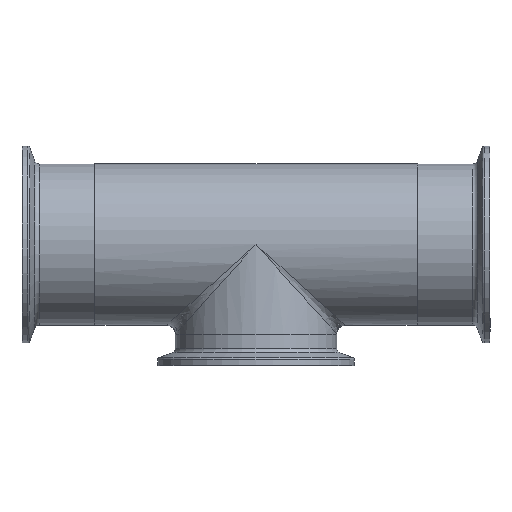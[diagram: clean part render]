
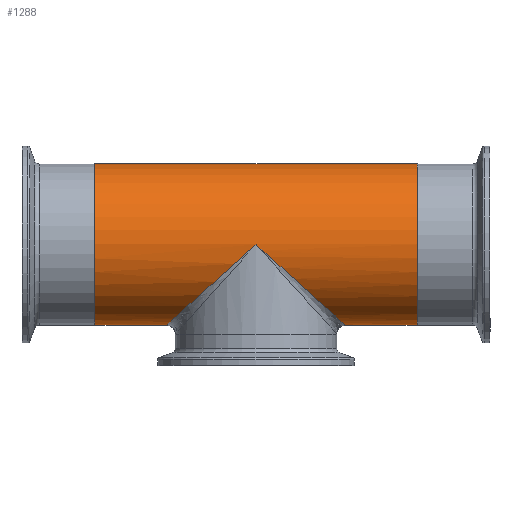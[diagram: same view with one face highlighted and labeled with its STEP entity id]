
A CAD part, top view. The second image highlights one B-rep face of the part: STEP entity #1288.
In plain terms, the highlighted cylindrical face has radius 31.75 mm (diameter 63.5 mm), a full revolution.
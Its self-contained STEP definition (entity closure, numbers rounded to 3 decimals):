
#500=CARTESIAN_POINT('',(16.,-31.75,0.));
#501=VERTEX_POINT('',#500);
#502=CARTESIAN_POINT('',(16.,0.0,0.));
#503=DIRECTION('',(1.0,0.0,0.0));
#504=DIRECTION('',(0.0,1.0,0.0));
#505=AXIS2_PLACEMENT_3D('',#502,#503,#504);
#506=CIRCLE('',#505,31.75);
#507=EDGE_CURVE('',#501,#501,#506,.T.);
#528=CARTESIAN_POINT('',(142.8,-31.75,0.));
#529=VERTEX_POINT('',#528);
#530=CARTESIAN_POINT('',(142.8,0.0,0.));
#531=DIRECTION('',(-1.0,0.0,0.0));
#532=DIRECTION('',(0.0,1.0,0.0));
#533=AXIS2_PLACEMENT_3D('',#530,#531,#532);
#534=CIRCLE('',#533,31.75);
#535=EDGE_CURVE('',#529,#529,#534,.T.);
#1095=CARTESIAN_POINT('',(79.4,0.,31.75));
#1096=VERTEX_POINT('',#1095);
#1104=CARTESIAN_POINT('',(79.4,0.0,-31.75));
#1105=VERTEX_POINT('',#1104);
#1106=CARTESIAN_POINT('',(79.4,0.0,0.));
#1107=DIRECTION('',(-0.669,0.743,0.));
#1108=DIRECTION('',(0.743,0.669,0.));
#1109=AXIS2_PLACEMENT_3D('',#1106,#1107,#1108);
#1110=ELLIPSE('',#1109,47.441,31.75);
#1111=EDGE_CURVE('',#1096,#1105,#1110,.T.);
#1188=CARTESIAN_POINT('',(79.4,0.0,0.));
#1189=DIRECTION('',(0.669,0.743,0.));
#1190=DIRECTION('',(-0.743,0.669,0.));
#1191=AXIS2_PLACEMENT_3D('',#1188,#1189,#1190);
#1192=ELLIPSE('',#1191,47.441,31.75);
#1193=EDGE_CURVE('',#1105,#1096,#1192,.T.);
#1273=CARTESIAN_POINT('',(79.4,0.0,0.));
#1274=DIRECTION('',(1.0,0.,0.));
#1275=DIRECTION('',(0.0,1.0,0.0));
#1276=AXIS2_PLACEMENT_3D('',#1273,#1274,#1275);
#1277=CYLINDRICAL_SURFACE('',#1276,31.75);
#1278=ORIENTED_EDGE('',*,*,#507,.T.);
#1279=EDGE_LOOP('',(#1278));
#1280=FACE_OUTER_BOUND('',#1279,.T.);
#1281=ORIENTED_EDGE('',*,*,#535,.T.);
#1282=EDGE_LOOP('',(#1281));
#1283=FACE_BOUND('',#1282,.T.);
#1284=ORIENTED_EDGE('',*,*,#1111,.F.);
#1285=ORIENTED_EDGE('',*,*,#1193,.F.);
#1286=EDGE_LOOP('',(#1284,#1285));
#1287=FACE_BOUND('',#1286,.T.);
#1288=ADVANCED_FACE('',(#1280,#1283,#1287),#1277,.T.);
